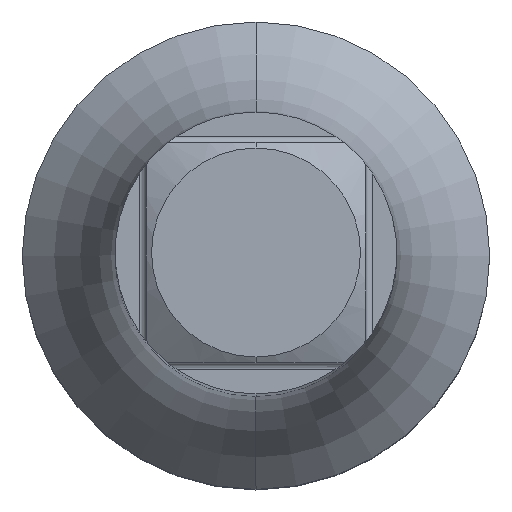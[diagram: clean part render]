
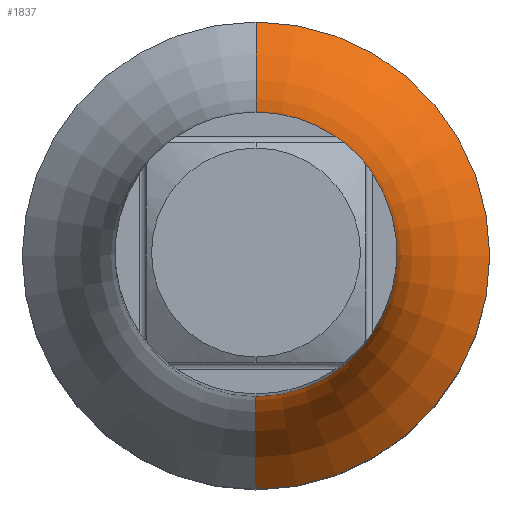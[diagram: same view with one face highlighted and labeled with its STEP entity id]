
A CAD part, top view. The second image highlights one B-rep face of the part: STEP entity #1837.
In plain terms, the highlighted toroidal (fillet/blend) face has major radius 46.25 mm and minor radius 30 mm.
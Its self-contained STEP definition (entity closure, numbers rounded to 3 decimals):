
#681=CARTESIAN_POINT('',(0.,46.25,62.968));
#682=DIRECTION('',(-1.,0.,0.));
#683=DIRECTION('',(0.,-0.643,-0.766));
#684=AXIS2_PLACEMENT_3D('',#681,#682,#683);
#689=CARTESIAN_POINT('',(0.,0.,40.));
#690=DIRECTION('',(0.,0.,-1.));
#691=DIRECTION('',(0.,1.,0.));
#692=AXIS2_PLACEMENT_3D('',#689,#690,#691);
#697=CARTESIAN_POINT('',(0.,-46.25,62.968));
#698=DIRECTION('',(1.,0.,0.));
#699=DIRECTION('',(0.,0.643,-0.766));
#700=AXIS2_PLACEMENT_3D('',#697,#698,#699);
#705=CARTESIAN_POINT('',(0.,0.,62.968));
#706=DIRECTION('',(0.,0.,-1.));
#707=DIRECTION('',(0.,1.,0.));
#708=AXIS2_PLACEMENT_3D('',#705,#706,#707);
#1341=CARTESIAN_POINT('',(0.,26.95,40.));
#1342=CARTESIAN_POINT('',(0.,-26.95,40.));
#1343=VERTEX_POINT('',#1341);
#1344=VERTEX_POINT('',#1342);
#1353=CARTESIAN_POINT('',(0.,16.25,62.968));
#1354=CARTESIAN_POINT('',(0.,-16.25,62.968));
#1355=VERTEX_POINT('',#1353);
#1356=VERTEX_POINT('',#1354);
#1823=CARTESIAN_POINT('',(0.,0.,62.968));
#1824=DIRECTION('',(0.,0.,1.));
#1825=DIRECTION('',(0.,1.,0.));
#1826=AXIS2_PLACEMENT_3D('',#1823,#1824,#1825);
#1827=TOROIDAL_SURFACE('',#1826,46.25,30.);
#1829=ORIENTED_EDGE('',*,*,#1828,.F.);
#1831=ORIENTED_EDGE('',*,*,#1830,.F.);
#1832=ORIENTED_EDGE('',*,*,#1798,.T.);
#1834=ORIENTED_EDGE('',*,*,#1833,.T.);
#1835=EDGE_LOOP('',(#1829,#1831,#1832,#1834));
#1836=FACE_OUTER_BOUND('',#1835,.F.);
#1837=ADVANCED_FACE('',(#1836),#1827,.F.);
#685=CIRCLE('',#684,30.);
#693=CIRCLE('',#692,26.95);
#701=CIRCLE('',#700,30.);
#709=CIRCLE('',#708,16.25);
#1798=EDGE_CURVE('',#1343,#1344,#693,.T.);
#1828=EDGE_CURVE('',#1355,#1356,#709,.T.);
#1830=EDGE_CURVE('',#1343,#1355,#685,.T.);
#1833=EDGE_CURVE('',#1344,#1356,#701,.T.);
